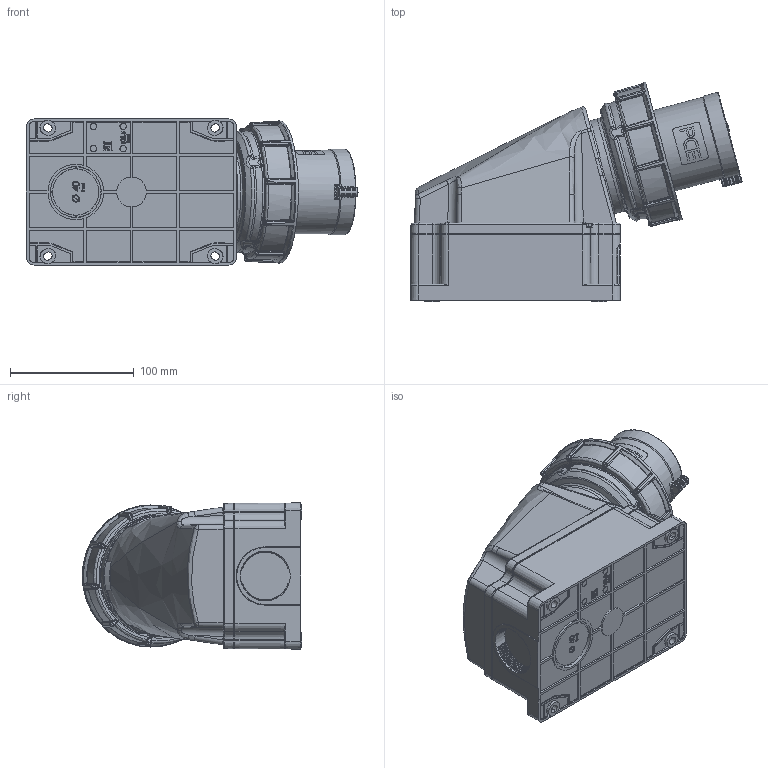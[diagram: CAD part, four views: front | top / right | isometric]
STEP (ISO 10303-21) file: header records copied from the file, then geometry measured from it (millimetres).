
FILE_DESCRIPTION (( 'STEP AP203' ), '1' );
FILE_NAME ('533-6.STEP', '2018-05-09T08:58:04', ( '' ), ( '' ), 'SwSTEP 2.0', 'SolidWorks 2016', '' );
FILE_SCHEMA (( 'CONFIG_CONTROL_DESIGN' ));
Products named in the file (1): 533-6
Bounding box: 268.22 x 177.4 x 118.01 mm (x, y, z)
Surface area: 176653.4 mm2 (no closed solid volume)
Topology: 0 solids, 3 shells, 2170 faces, 5675 edges, 3556 vertices
Faces by surface type: plane 818, bspline 813, cylinder 375, cone 164
Full cylindrical faces by diameter (mm): 6 x1, 8 x2, 10 x1, 32.2 x2, 40.3 x1, 62.517 x1, 67.5 x1, 69.1 x2
Entity records: 119431 total; most frequent: CARTESIAN_POINT 74603, ORIENTED_EDGE 11006, DIRECTION 6927, EDGE_CURVE 5504, VERTEX_POINT 3492, AXIS2_PLACEMENT_3D 2392, EDGE_LOOP 2329, FACE_OUTER_BOUND 2190
